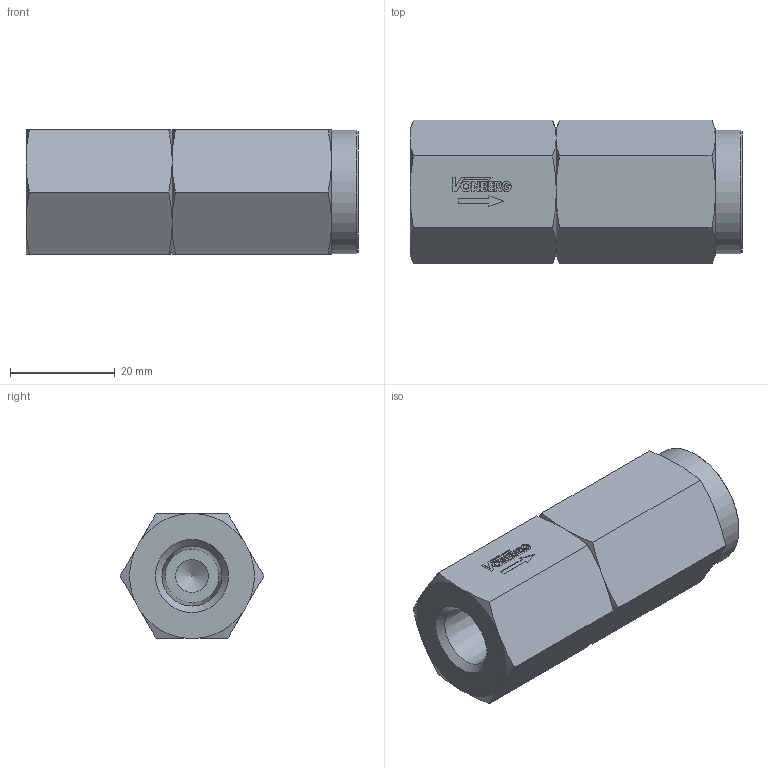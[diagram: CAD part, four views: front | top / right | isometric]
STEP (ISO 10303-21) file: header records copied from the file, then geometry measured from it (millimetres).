
FILE_DESCRIPTION((''),'2;1');
FILE_NAME('1352.stp','2015-01-26T11:27:17',('jml'),(''),'Autodesk Inventor 2010','Autodesk Inventor 2010','');
FILE_SCHEMA(('AUTOMOTIVE_DESIGN { 1 0 10303 214 1 1 1 1 }'));
Length unit declared in the file: inch
Products named in the file (4): 1352 (LevelofDetail1); 220908; 908 O-RING; 220909
Assembly tree (3 placements, depth 2):
  1352 (LevelofDetail1)
    220908
    908 O-RING
    220909
Bounding box: 63.5 x 27.48 x 23.8 mm (x, y, z)
Volume: 25891.6 mm3; surface area: 10820.6 mm2
Topology: 3 solids, 3 shells, 169 faces, 437 edges, 286 vertices
Faces by surface type: plane 105, cone 33, cylinder 25, bspline 4, torus 2
Full cylindrical faces by diameter (mm): 1.044 x1, 2.388 x6, 14.224 x1, 16.815 x1, 19.05 x1, 23.622 x1
Entity records: 5338 total; most frequent: CARTESIAN_POINT 1215, ORIENTED_EDGE 802, DIRECTION 778, EDGE_CURVE 401, VERTEX_POINT 276, VECTOR 260, LINE 260, AXIS2_PLACEMENT_3D 259
